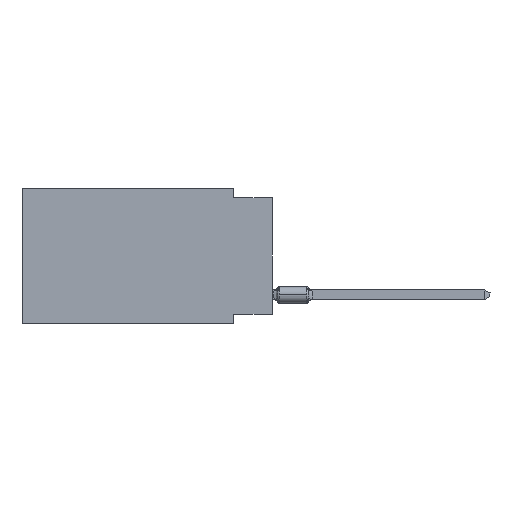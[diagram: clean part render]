
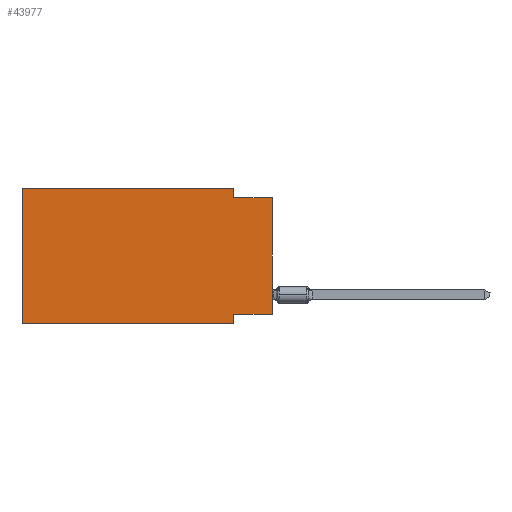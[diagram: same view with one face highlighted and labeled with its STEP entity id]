
A CAD part, left-side view. The second image highlights one B-rep face of the part: STEP entity #43977.
In plain terms, the highlighted planar face has unit normal (-1, 0, 0).
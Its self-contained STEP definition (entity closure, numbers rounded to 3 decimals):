
#1121 = EDGE_CURVE ( 'NONE', #61721, #35177, #22591, .T. ) ;
#2841 = LINE ( 'NONE', #12017, #57150 ) ;
#3260 = LINE ( 'NONE', #57664, #4601 ) ;
#3491 = FACE_OUTER_BOUND ( 'NONE', #51896, .T. ) ;
#3707 = VECTOR ( 'NONE', #37300, 1000. ) ;
#4122 = VECTOR ( 'NONE', #50310, 1000. ) ;
#4152 = CARTESIAN_POINT ( 'NONE',  ( 0., 16.383, 0. ) ) ;
#4557 = CARTESIAN_POINT ( 'NONE',  ( 0., 16.383, 0. ) ) ;
#4601 = VECTOR ( 'NONE', #7878, 1000. ) ;
#7374 = VERTEX_POINT ( 'NONE', #51468 ) ;
#7878 = DIRECTION ( 'NONE',  ( 0., 0., -1. ) ) ;
#12017 = CARTESIAN_POINT ( 'NONE',  ( 0., 16.383, 0. ) ) ;
#12334 = ORIENTED_EDGE ( 'NONE', *, *, #62718, .F. ) ;
#12781 = DIRECTION ( 'NONE',  ( 0., -1., 0. ) ) ;
#13575 = VERTEX_POINT ( 'NONE', #55252 ) ;
#14371 = CARTESIAN_POINT ( 'NONE',  ( 0., 2.54, -8.255 ) ) ;
#16497 = EDGE_CURVE ( 'NONE', #55638, #7374, #36218, .T. ) ;
#16801 = DIRECTION ( 'NONE',  ( 0., 0., 1. ) ) ;
#17241 = CARTESIAN_POINT ( 'NONE',  ( 0., 2.54, 0. ) ) ;
#17595 = EDGE_CURVE ( 'NONE', #13575, #62814, #36829, .T. ) ;
#18623 = VERTEX_POINT ( 'NONE', #34659 ) ;
#20431 = LINE ( 'NONE', #41064, #37880 ) ;
#21356 = EDGE_CURVE ( 'NONE', #62814, #28032, #2841, .T. ) ;
#22591 = LINE ( 'NONE', #57345, #61330 ) ;
#23054 = CARTESIAN_POINT ( 'NONE',  ( 0., 16.383, 0. ) ) ;
#23477 = DIRECTION ( 'NONE',  ( 0., 0., -1. ) ) ;
#25028 = CARTESIAN_POINT ( 'NONE',  ( 0., 2.54, -8.89 ) ) ;
#26558 = CARTESIAN_POINT ( 'NONE',  ( 0., 16.383, -8.89 ) ) ;
#28032 = VERTEX_POINT ( 'NONE', #17241 ) ;
#29301 = ORIENTED_EDGE ( 'NONE', *, *, #33518, .F. ) ;
#30312 = CARTESIAN_POINT ( 'NONE',  ( 0., 0., -0.635 ) ) ;
#31998 = DIRECTION ( 'NONE',  ( 0., -1., 0. ) ) ;
#32223 = ORIENTED_EDGE ( 'NONE', *, *, #16497, .F. ) ;
#33133 = EDGE_CURVE ( 'NONE', #13575, #35177, #57683, .T. ) ;
#33518 = EDGE_CURVE ( 'NONE', #18623, #61721, #36969, .T. ) ;
#34526 = VECTOR ( 'NONE', #42419, 1000. ) ;
#34659 = CARTESIAN_POINT ( 'NONE',  ( 0., 0., -8.255 ) ) ;
#35177 = VERTEX_POINT ( 'NONE', #25028 ) ;
#36218 = LINE ( 'NONE', #30312, #4122 ) ;
#36829 = LINE ( 'NONE', #23054, #34526 ) ;
#36969 = LINE ( 'NONE', #52701, #3707 ) ;
#37261 = ORIENTED_EDGE ( 'NONE', *, *, #33133, .T. ) ;
#37300 = DIRECTION ( 'NONE',  ( 0., 1., 0. ) ) ;
#37880 = VECTOR ( 'NONE', #16801, 1000. ) ;
#38858 = DIRECTION ( 'NONE',  ( 1., 0., 0. ) ) ;
#39652 = CARTESIAN_POINT ( 'NONE',  ( 0., 2.54, -0.635 ) ) ;
#41064 = CARTESIAN_POINT ( 'NONE',  ( 0., 0., 0. ) ) ;
#41558 = ORIENTED_EDGE ( 'NONE', *, *, #41622, .T. ) ;
#41622 = EDGE_CURVE ( 'NONE', #18623, #7374, #20431, .T. ) ;
#42419 = DIRECTION ( 'NONE',  ( 0., 0., 1. ) ) ;
#42555 = AXIS2_PLACEMENT_3D ( 'NONE', #4152, #38858, #23477 ) ;
#42762 = ORIENTED_EDGE ( 'NONE', *, *, #17595, .F. ) ;
#43977 = ADVANCED_FACE ( 'NONE', ( #3491 ), #64448, .F. ) ;
#45654 = ORIENTED_EDGE ( 'NONE', *, *, #21356, .F. ) ;
#47247 = ORIENTED_EDGE ( 'NONE', *, *, #1121, .F. ) ;
#47834 = DIRECTION ( 'NONE',  ( 0., 0., -1. ) ) ;
#50310 = DIRECTION ( 'NONE',  ( 0., -1., 0. ) ) ;
#51468 = CARTESIAN_POINT ( 'NONE',  ( 0., 0., -0.635 ) ) ;
#51896 = EDGE_LOOP ( 'NONE', ( #41558, #32223, #12334, #45654, #42762, #37261, #47247, #29301 ) ) ;
#52701 = CARTESIAN_POINT ( 'NONE',  ( 0., 0., -8.255 ) ) ;
#55252 = CARTESIAN_POINT ( 'NONE',  ( 0., 16.383, -8.89 ) ) ;
#55638 = VERTEX_POINT ( 'NONE', #39652 ) ;
#57150 = VECTOR ( 'NONE', #31998, 1000. ) ;
#57345 = CARTESIAN_POINT ( 'NONE',  ( 0., 2.54, -8.89 ) ) ;
#57664 = CARTESIAN_POINT ( 'NONE',  ( 0., 2.54, 0. ) ) ;
#57683 = LINE ( 'NONE', #26558, #58007 ) ;
#58007 = VECTOR ( 'NONE', #12781, 1000. ) ;
#61330 = VECTOR ( 'NONE', #47834, 1000. ) ;
#61721 = VERTEX_POINT ( 'NONE', #14371 ) ;
#62718 = EDGE_CURVE ( 'NONE', #28032, #55638, #3260, .T. ) ;
#62814 = VERTEX_POINT ( 'NONE', #4557 ) ;
#64448 = PLANE ( 'NONE',  #42555 ) ;
